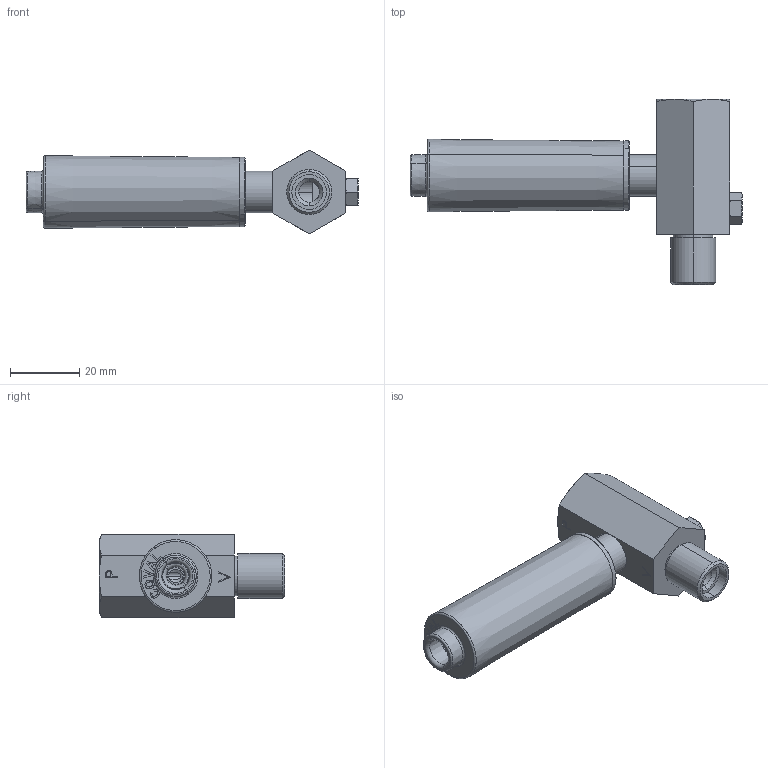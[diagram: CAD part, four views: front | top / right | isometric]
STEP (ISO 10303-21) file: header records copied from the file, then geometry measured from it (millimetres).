
FILE_DESCRIPTION(('STEP AP214'),'1');
FILE_NAME('COVAL_VR14M14K.stp','2017-12-27T16:00:43',('TraceParts'),('TraceParts S.A.'),'Spatial InterOp 3D',' ',' ');
FILE_SCHEMA(('automotive_design'));
Length unit declared in the file: millimetre
Products named in the file (4): COVAL_VR14M14K_1; COVAL_VR14M14K_2; COVAL_VR14M14K_3; COVAL_VR14M14K_4
Bounding box: 95.9 x 53.5 x 24.25 mm (x, y, z)
Volume: 32166.1 mm3; surface area: 22501.5 mm2
Topology: 11 solids, 11 shells, 327 faces, 721 edges, 437 vertices
Faces by surface type: plane 102, cylinder 72, cone 68, torus 60, bspline 19, extrusion 6
Entity records: 14318 total; most frequent: CARTESIAN_POINT 4341, DIRECTION 1566, ORIENTED_EDGE 1434, EDGE_CURVE 717, AXIS2_PLACEMENT_3D 635, VERTEX_POINT 437, EDGE_LOOP 376, STYLED_ITEM 337
